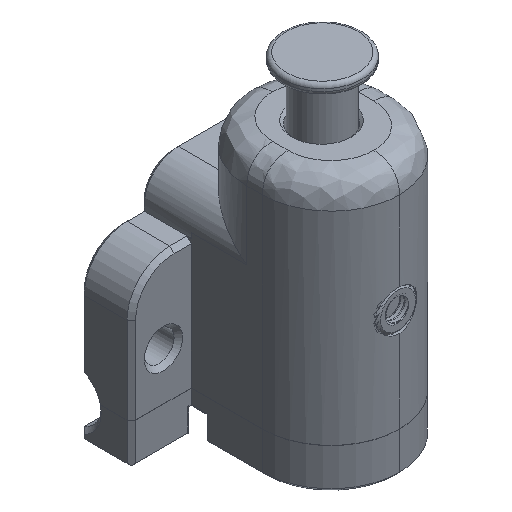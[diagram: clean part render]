
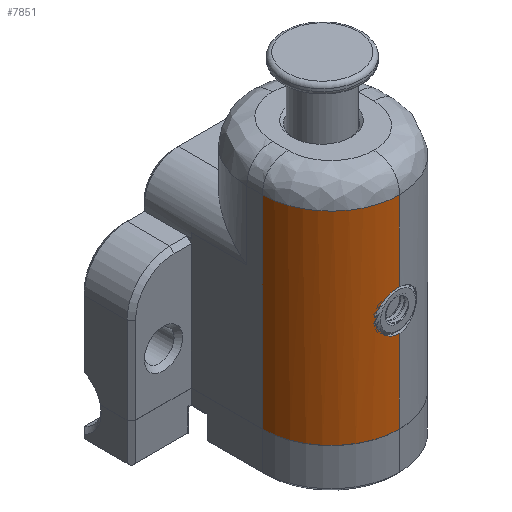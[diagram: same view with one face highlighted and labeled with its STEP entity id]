
A CAD part, isometric view. The second image highlights one B-rep face of the part: STEP entity #7851.
In plain terms, the highlighted cylindrical face has radius 8 mm (diameter 16 mm), a partial arc.
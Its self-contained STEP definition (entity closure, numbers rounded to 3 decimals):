
#95=CYLINDRICAL_SURFACE('',#8481,8.);
#502=LINE('',#11871,#979);
#514=LINE('',#12578,#991);
#515=LINE('',#12607,#992);
#516=LINE('',#12608,#993);
#979=VECTOR('',#9484,8.);
#991=VECTOR('',#9520,10.);
#992=VECTOR('',#9521,10.);
#993=VECTOR('',#9522,8.);
#1585=FACE_OUTER_BOUND('',#2067,.T.);
#2067=EDGE_LOOP('',(#5773,#5774,#5775,#5776,#5777,#5778,#5779,#5780));
#2492=CIRCLE('',#8393,8.);
#2790=B_SPLINE_CURVE_WITH_KNOTS('',3,(#12567,#12568,#12569,#12570,#12571,
#12572,#12573,#12574,#12575,#12576),.UNSPECIFIED.,.F.,.F.,(4,3,3,4),(0.,
0.539,0.898,1.257),.UNSPECIFIED.);
#2791=B_SPLINE_CURVE_WITH_KNOTS('',3,(#12580,#12581,#12582,#12583,#12584,
#12585,#12586,#12587,#12588,#12589,#12590,#12591,#12592,#12593,#12594,#12595,
#12596,#12597,#12598,#12599,#12600),.UNSPECIFIED.,.F.,.F.,(4,2,2,2,2,3,
2,2,2,4),(-0.364,-0.357,-0.267,-0.178,
-0.089,0.,0.089,0.178,
0.267,0.357),.UNSPECIFIED.);
#2792=B_SPLINE_CURVE_WITH_KNOTS('',3,(#12602,#12603,#12604,#12605),
 .UNSPECIFIED.,.F.,.F.,(4,4),(0.357,0.364),
 .UNSPECIFIED.);
#3277=VERTEX_POINT('',#11571);
#3278=VERTEX_POINT('',#11573);
#3340=VERTEX_POINT('',#11870);
#3358=VERTEX_POINT('',#12566);
#3359=VERTEX_POINT('',#12577);
#3360=VERTEX_POINT('',#12579);
#3361=VERTEX_POINT('',#12601);
#3362=VERTEX_POINT('',#12606);
#4114=EDGE_CURVE('',#3278,#3277,#2492,.T.);
#4221=EDGE_CURVE('',#3278,#3340,#502,.T.);
#4253=EDGE_CURVE('',#3340,#3358,#2790,.T.);
#4254=EDGE_CURVE('',#3277,#3359,#514,.T.);
#4255=EDGE_CURVE('',#3359,#3360,#2791,.T.);
#4256=EDGE_CURVE('',#3360,#3361,#2792,.T.);
#4257=EDGE_CURVE('',#3362,#3361,#515,.T.);
#4258=EDGE_CURVE('',#3362,#3358,#516,.T.);
#5773=ORIENTED_EDGE('',*,*,#4253,.F.);
#5774=ORIENTED_EDGE('',*,*,#4221,.F.);
#5775=ORIENTED_EDGE('',*,*,#4114,.T.);
#5776=ORIENTED_EDGE('',*,*,#4254,.T.);
#5777=ORIENTED_EDGE('',*,*,#4255,.T.);
#5778=ORIENTED_EDGE('',*,*,#4256,.T.);
#5779=ORIENTED_EDGE('',*,*,#4257,.F.);
#5780=ORIENTED_EDGE('',*,*,#4258,.T.);
#7851=ADVANCED_FACE('',(#1585),#95,.T.);
#8393=AXIS2_PLACEMENT_3D('',#11574,#9267,#9268);
#8481=AXIS2_PLACEMENT_3D('',#12565,#9518,#9519);
#9267=DIRECTION('center_axis',(0.,0.,
1.));
#9268=DIRECTION('ref_axis',(0.707,-0.707,0.));
#9484=DIRECTION('',(0.,0.,1.));
#9518=DIRECTION('center_axis',(0.,0.,
1.));
#9519=DIRECTION('ref_axis',(-0.707,-0.707,0.));
#9520=DIRECTION('',(0.,0.,1.));
#9521=DIRECTION('',(0.,0.,-1.));
#9522=DIRECTION('',(0.,0.,1.));
#11571=CARTESIAN_POINT('',(-108.562,-5.035,-11.143));
#11573=CARTESIAN_POINT('',(-116.562,2.965,-11.143));
#11574=CARTESIAN_POINT('Origin',(-108.562,2.965,-11.143));
#11870=CARTESIAN_POINT('',(-116.562,2.965,12.577));
#11871=CARTESIAN_POINT('',(-116.562,2.965,-6.923));
#12565=CARTESIAN_POINT('Origin',(-108.562,2.965,-6.923));
#12566=CARTESIAN_POINT('',(-108.562,-5.035,12.577));
#12567=CARTESIAN_POINT('Ctrl Pts',(-116.562,2.965,12.577));
#12568=CARTESIAN_POINT('Ctrl Pts',(-116.562,1.17,12.577));
#12569=CARTESIAN_POINT('Ctrl Pts',(-115.932,-0.619,
12.577));
#12570=CARTESIAN_POINT('Ctrl Pts',(-114.815,-2.023,
12.577));
#12571=CARTESIAN_POINT('Ctrl Pts',(-114.07,-2.959,
12.577));
#12572=CARTESIAN_POINT('Ctrl Pts',(-113.109,-3.723,12.577));
#12573=CARTESIAN_POINT('Ctrl Pts',(-112.031,-4.242,
12.577));
#12574=CARTESIAN_POINT('Ctrl Pts',(-110.953,-4.762,
12.577));
#12575=CARTESIAN_POINT('Ctrl Pts',(-109.758,-5.035,
12.577));
#12576=CARTESIAN_POINT('Ctrl Pts',(-108.562,-5.035,
12.577));
#12577=CARTESIAN_POINT('',(-108.562,-5.035,-1.446));
#12578=CARTESIAN_POINT('',(-108.562,-5.035,-14.523));
#12579=CARTESIAN_POINT('',(-108.634,-5.035,3.253));
#12580=CARTESIAN_POINT('Ctrl Pts',(-108.562,-5.035,
-1.446));
#12581=CARTESIAN_POINT('Ctrl Pts',(-108.586,-5.035,-1.447));
#12582=CARTESIAN_POINT('Ctrl Pts',(-108.61,-5.035,
-1.447));
#12583=CARTESIAN_POINT('Ctrl Pts',(-108.931,-5.032,
-1.447));
#12584=CARTESIAN_POINT('Ctrl Pts',(-109.247,-5.011,
-1.388));
#12585=CARTESIAN_POINT('Ctrl Pts',(-109.826,-4.94,
-1.147));
#12586=CARTESIAN_POINT('Ctrl Pts',(-110.089,-4.891,
-0.966));
#12587=CARTESIAN_POINT('Ctrl Pts',(-110.504,-4.799,
-0.551));
#12588=CARTESIAN_POINT('Ctrl Pts',(-110.684,-4.75,
-0.288));
#12589=CARTESIAN_POINT('Ctrl Pts',(-110.924,-4.68,
0.29));
#12590=CARTESIAN_POINT('Ctrl Pts',(-110.984,-4.66,
0.606));
#12591=CARTESIAN_POINT('Ctrl Pts',(-110.984,-4.66,
0.903));
#12592=CARTESIAN_POINT('Ctrl Pts',(-110.984,-4.66,
1.2));
#12593=CARTESIAN_POINT('Ctrl Pts',(-110.924,-4.68,
1.515));
#12594=CARTESIAN_POINT('Ctrl Pts',(-110.684,-4.75,
2.093));
#12595=CARTESIAN_POINT('Ctrl Pts',(-110.504,-4.799,2.356));
#12596=CARTESIAN_POINT('Ctrl Pts',(-110.089,-4.891,
2.772));
#12597=CARTESIAN_POINT('Ctrl Pts',(-109.826,-4.94,
2.952));
#12598=CARTESIAN_POINT('Ctrl Pts',(-109.247,-5.011,
3.193));
#12599=CARTESIAN_POINT('Ctrl Pts',(-108.931,-5.032,
3.253));
#12600=CARTESIAN_POINT('Ctrl Pts',(-108.634,-5.035,
3.253));
#12601=CARTESIAN_POINT('',(-108.561,-5.035,3.252));
#12602=CARTESIAN_POINT('Ctrl Pts',(-108.634,-5.035,
3.253));
#12603=CARTESIAN_POINT('Ctrl Pts',(-108.61,-5.035,
3.253));
#12604=CARTESIAN_POINT('Ctrl Pts',(-108.586,-5.035,
3.252));
#12605=CARTESIAN_POINT('Ctrl Pts',(-108.561,-5.035,
3.252));
#12606=CARTESIAN_POINT('',(-108.562,-5.035,6.577));
#12607=CARTESIAN_POINT('',(-108.561,-5.035,-6.173));
#12608=CARTESIAN_POINT('',(-108.562,-5.035,-6.923));
